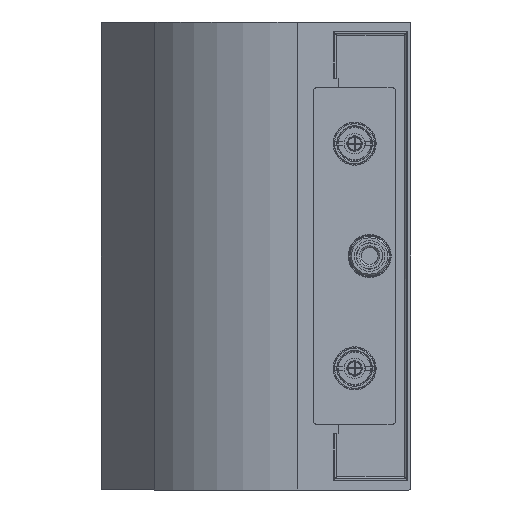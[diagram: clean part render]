
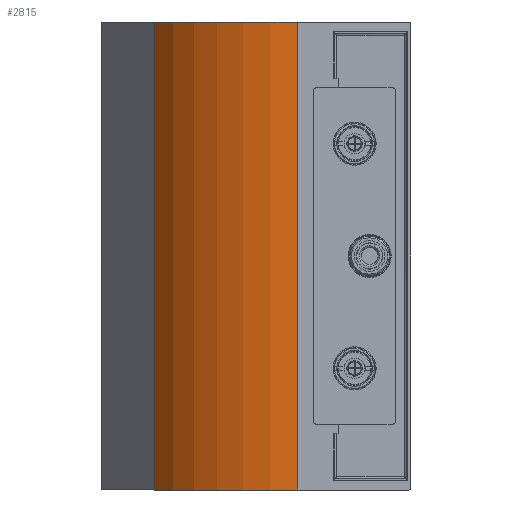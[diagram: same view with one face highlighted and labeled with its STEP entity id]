
A CAD part, left-side view. The second image highlights one B-rep face of the part: STEP entity #2815.
In plain terms, the highlighted cylindrical face has radius 93 mm (diameter 186 mm), a partial arc.
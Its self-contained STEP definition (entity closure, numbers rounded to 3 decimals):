
#2815=ADVANCED_FACE('',(#4843),#4844,.T.);
#4843=FACE_OUTER_BOUND('',#7210,.T.);
#4844=CYLINDRICAL_SURFACE('',#7211,93.0);
#7210=EDGE_LOOP('',(#11856,#11857,#11858,#11859));
#7211=AXIS2_PLACEMENT_3D('',#11860,#11861,#11862);
#11856=ORIENTED_EDGE('',*,*,#14046,.F.);
#11857=ORIENTED_EDGE('',*,*,#14032,.F.);
#11858=ORIENTED_EDGE('',*,*,#14009,.T.);
#11859=ORIENTED_EDGE('',*,*,#14036,.T.);
#11860=CARTESIAN_POINT('',(50.332,-20.951,-500000.0));
#11861=DIRECTION('',(0.0,0.0,1.0));
#11862=DIRECTION('',(1.0,0.0,0.0));
#14009=EDGE_CURVE('',#16746,#16754,#16756,.T.);
#14032=EDGE_CURVE('',#16746,#16786,#16793,.F.);
#14036=EDGE_CURVE('',#16754,#16797,#16799,.F.);
#14046=EDGE_CURVE('',#16786,#16797,#16811,.T.);
#16746=VERTEX_POINT('',#21307);
#16754=VERTEX_POINT('',#21317);
#16756=LINE('',#21320,#21321);
#16786=VERTEX_POINT('',#21359);
#16793=CIRCLE('',#21369,93.0);
#16797=VERTEX_POINT('',#21374);
#16799=CIRCLE('',#21377,93.0);
#16811=LINE('',#21394,#21395);
#21307=CARTESIAN_POINT('',(-42.668,-20.951,-125.));
#21317=CARTESIAN_POINT('',(-42.668,-20.951,125.));
#21320=CARTESIAN_POINT('',(-42.668,-20.951,-500000.0));
#21321=VECTOR('',#23702,1.0);
#21359=CARTESIAN_POINT('',(-3.01,55.23,-125.));
#21369=AXIS2_PLACEMENT_3D('',#23732,#23733,#23734);
#21374=CARTESIAN_POINT('',(-3.01,55.23,125.));
#21377=AXIS2_PLACEMENT_3D('',#23737,#23738,#23739);
#21394=CARTESIAN_POINT('',(-3.01,55.23,-500000.0));
#21395=VECTOR('',#23748,1.0);
#23702=DIRECTION('',(0.0,0.0,1.0));
#23732=CARTESIAN_POINT('',(50.332,-20.951,-125.));
#23733=DIRECTION('',(0.0,0.0,1.0));
#23734=DIRECTION('',(1.0,0.0,0.0));
#23737=CARTESIAN_POINT('',(50.332,-20.951,125.));
#23738=DIRECTION('',(0.0,0.0,1.0));
#23739=DIRECTION('',(1.0,0.0,0.0));
#23748=DIRECTION('',(0.0,0.0,1.0));
